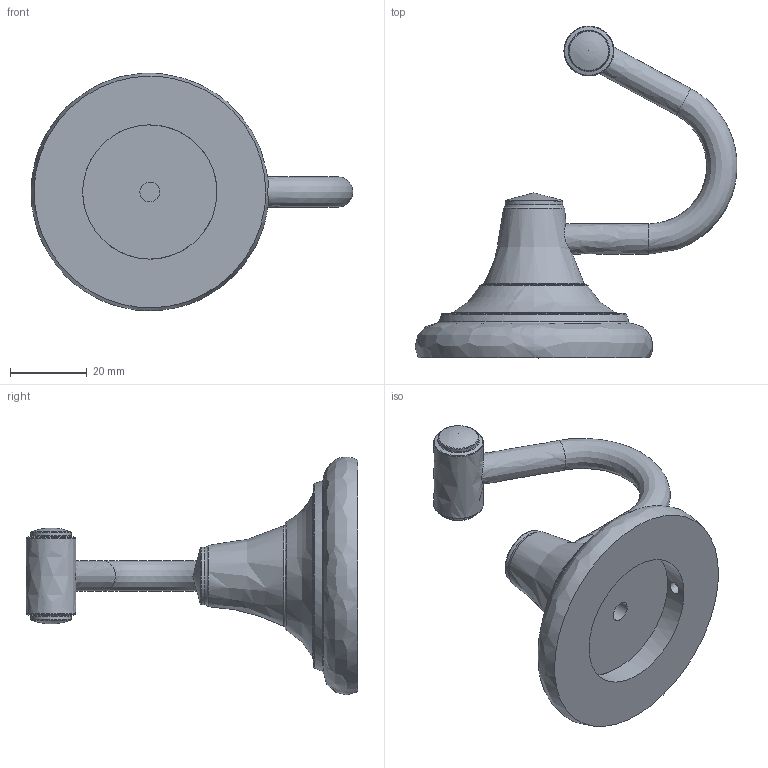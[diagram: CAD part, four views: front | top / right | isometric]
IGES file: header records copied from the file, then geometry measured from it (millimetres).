
Global section: file name: N9531 single-robe-hook.; native system: Autodesk Inventor 2018; preprocessor: unknown; author: adaniels; date: 20180108.074156; units: millimetre
Bounding box: 83.96 x 86.5 x 61.99 mm (x, y, z)
Volume: 42818.1 mm3; surface area: 14333.8 mm2
Topology: 1 solids, 1 shells, 42 faces, 124 edges, 89 vertices
Faces by surface type: bspline 42
